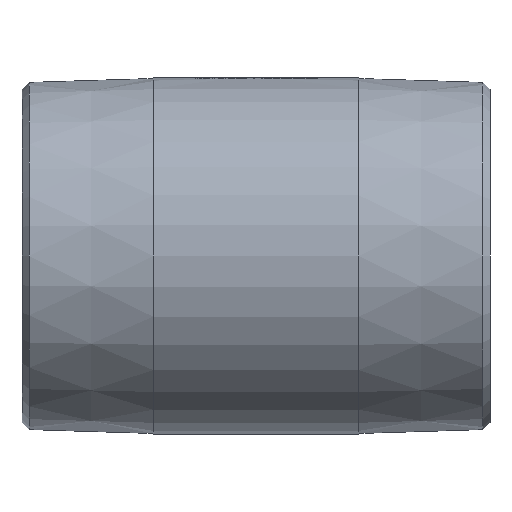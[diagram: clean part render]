
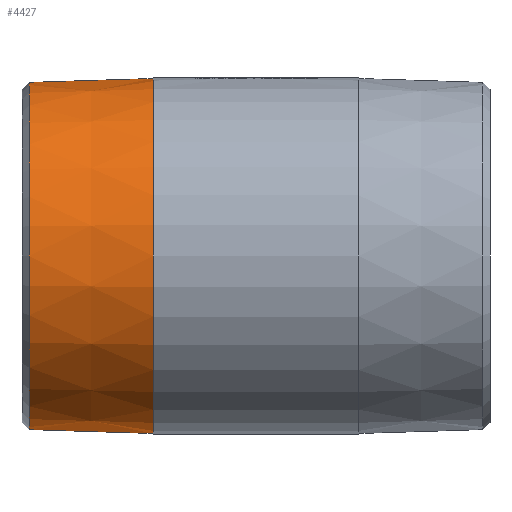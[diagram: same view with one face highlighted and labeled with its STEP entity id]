
A CAD part, front view. The second image highlights one B-rep face of the part: STEP entity #4427.
In plain terms, the highlighted conical face has half-angle 1.79 degrees and reference radius 37.59 mm.
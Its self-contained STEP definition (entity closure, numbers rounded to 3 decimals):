
#1010 = DIRECTION ( 'NONE',  ( 1., 0., -0.031 ) ) ;
#1734 = CARTESIAN_POINT ( 'NONE',  ( -22., 0., 37.918 ) ) ;
#1762 = DIRECTION ( 'NONE',  ( 0., 0., 1. ) ) ;
#2125 = LINE ( 'NONE', #3548, #6595 ) ;
#2986 = CONICAL_SURFACE ( 'NONE', #20557, 37.59, 0.031 ) ;
#3034 = DIRECTION ( 'NONE',  ( 1., 0., 0. ) ) ;
#3057 = CIRCLE ( 'NONE', #10093, 37.918 ) ;
#3132 = CIRCLE ( 'NONE', #17601, 37.091 ) ;
#3398 = DIRECTION ( 'NONE',  ( 1., 0., 0.031 ) ) ;
#3548 = CARTESIAN_POINT ( 'NONE',  ( -32.5, 0., 37.59 ) ) ;
#4427 = ADVANCED_FACE ( 'NONE', ( #15803 ), #2986, .T. ) ;
#6406 = VERTEX_POINT ( 'NONE', #10167 ) ;
#6578 = EDGE_CURVE ( 'NONE', #15472, #6406, #7372, .T. ) ;
#6595 = VECTOR ( 'NONE', #3398, 1000. ) ;
#7372 = LINE ( 'NONE', #9272, #12329 ) ;
#7624 = EDGE_CURVE ( 'NONE', #6406, #20732, #3057, .T. ) ;
#9272 = CARTESIAN_POINT ( 'NONE',  ( -32.5, 0., -37.59 ) ) ;
#9885 = DIRECTION ( 'NONE',  ( -1., 0., 0. ) ) ;
#10093 = AXIS2_PLACEMENT_3D ( 'NONE', #11777, #9885, #1762 ) ;
#10167 = CARTESIAN_POINT ( 'NONE',  ( -22., 0., -37.918 ) ) ;
#10587 = EDGE_CURVE ( 'NONE', #18907, #20732, #2125, .T. ) ;
#10991 = CARTESIAN_POINT ( 'NONE',  ( -48.472, 0., 37.091 ) ) ;
#11524 = CARTESIAN_POINT ( 'NONE',  ( -48.472, 0., -37.091 ) ) ;
#11777 = CARTESIAN_POINT ( 'NONE',  ( -22., 0., 0. ) ) ;
#12329 = VECTOR ( 'NONE', #1010, 1000. ) ;
#12770 = DIRECTION ( 'NONE',  ( -1., 0., 0. ) ) ;
#13865 = ORIENTED_EDGE ( 'NONE', *, *, #19562, .F. ) ;
#15472 = VERTEX_POINT ( 'NONE', #11524 ) ;
#15803 = FACE_OUTER_BOUND ( 'NONE', #21280, .T. ) ;
#16345 = DIRECTION ( 'NONE',  ( 0., 0., -1. ) ) ;
#16357 = DIRECTION ( 'NONE',  ( 0., 0., 1. ) ) ;
#17023 = ORIENTED_EDGE ( 'NONE', *, *, #10587, .F. ) ;
#17348 = ORIENTED_EDGE ( 'NONE', *, *, #7624, .T. ) ;
#17601 = AXIS2_PLACEMENT_3D ( 'NONE', #21324, #12770, #16357 ) ;
#18907 = VERTEX_POINT ( 'NONE', #10991 ) ;
#19562 = EDGE_CURVE ( 'NONE', #15472, #18907, #3132, .T. ) ;
#19868 = CARTESIAN_POINT ( 'NONE',  ( -32.5, 0., 0. ) ) ;
#20557 = AXIS2_PLACEMENT_3D ( 'NONE', #19868, #3034, #16345 ) ;
#20732 = VERTEX_POINT ( 'NONE', #1734 ) ;
#21280 = EDGE_LOOP ( 'NONE', ( #17023, #13865, #21357, #17348 ) ) ;
#21324 = CARTESIAN_POINT ( 'NONE',  ( -48.472, 0., 0. ) ) ;
#21357 = ORIENTED_EDGE ( 'NONE', *, *, #6578, .T. ) ;
